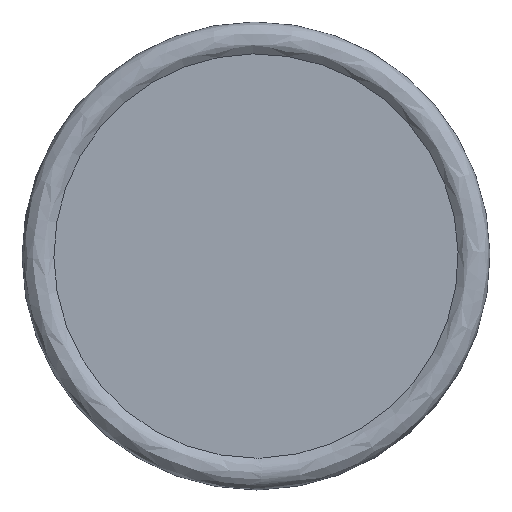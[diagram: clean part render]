
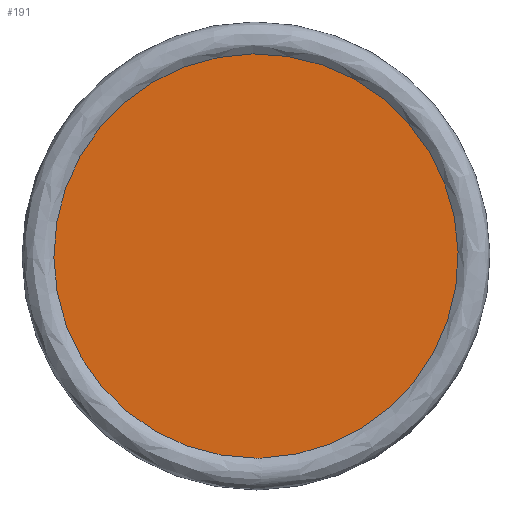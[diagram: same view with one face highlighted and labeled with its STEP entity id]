
A CAD part, left-side view. The second image highlights one B-rep face of the part: STEP entity #191.
In plain terms, the highlighted planar face has unit normal (-1, 0, 0).
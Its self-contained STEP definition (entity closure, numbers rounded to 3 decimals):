
#191=ADVANCED_FACE('',(#253),#235,.F.);
#235=PLANE('',#654);
#253=FACE_OUTER_BOUND('',#275,.T.);
#275=EDGE_LOOP('',(#341));
#341=ORIENTED_EDGE('',*,*,#543,.F.);
#489=VERTEX_POINT('',#915);
#543=EDGE_CURVE('',#489,#489,#617,.T.);
#617=CIRCLE('',#653,34.498);
#653=AXIS2_PLACEMENT_3D('',#914,#732,#733);
#654=AXIS2_PLACEMENT_3D('',#916,#734,#735);
#732=DIRECTION('',(1.,0.,0.));
#733=DIRECTION('',(0.,0.,-1.));
#734=DIRECTION('',(1.,0.,0.));
#735=DIRECTION('',(0.,0.,-1.));
#914=CARTESIAN_POINT('',(1.284,0.,0.));
#915=CARTESIAN_POINT('',(1.284,0.,-34.498));
#916=CARTESIAN_POINT('',(1.284,0.,0.));
